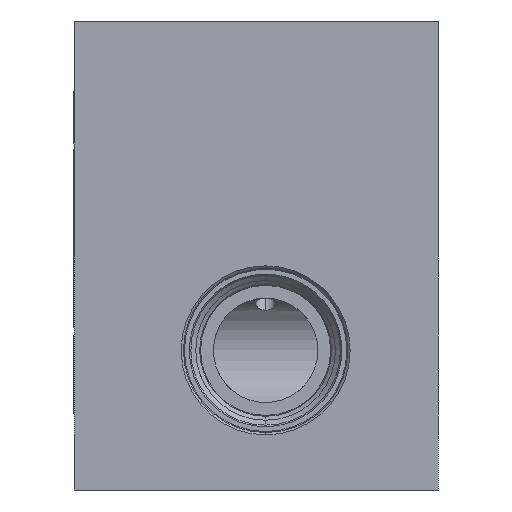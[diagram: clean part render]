
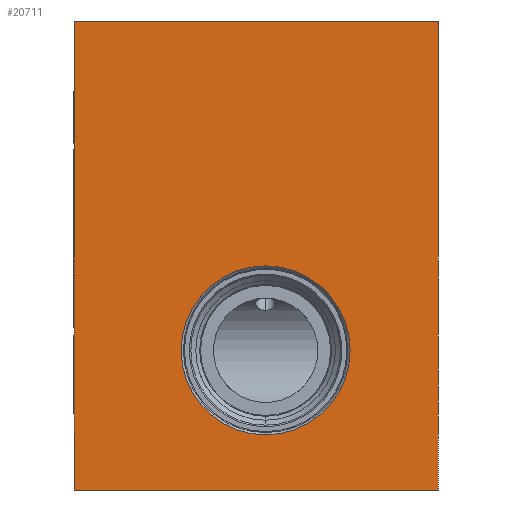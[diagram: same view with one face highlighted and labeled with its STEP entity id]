
A CAD part, front view. The second image highlights one B-rep face of the part: STEP entity #20711.
In plain terms, the highlighted face is planar.
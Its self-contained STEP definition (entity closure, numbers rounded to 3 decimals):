
#171 = EDGE_LOOP ( 'NONE', ( #14740, #733, #17492, #13568 ) ) ;
#390 = EDGE_CURVE ( 'NONE', #4253, #20399, #16467, .T. ) ;
#640 = DIRECTION ( 'NONE',  ( 0., -1., 0. ) ) ;
#733 = ORIENTED_EDGE ( 'NONE', *, *, #1998, .F. ) ;
#782 = LINE ( 'NONE', #13522, #18029 ) ;
#971 = DIRECTION ( 'NONE',  ( 0., 0., 1. ) ) ;
#1355 = DIRECTION ( 'NONE',  ( 0., 0., 1. ) ) ;
#1887 = DIRECTION ( 'NONE',  ( 0., 0., 1. ) ) ;
#1998 = EDGE_CURVE ( 'NONE', #9588, #18396, #9852, .T. ) ;
#2048 = ORIENTED_EDGE ( 'NONE', *, *, #9886, .F. ) ;
#2147 = VERTEX_POINT ( 'NONE', #21164 ) ;
#2828 = CARTESIAN_POINT ( 'NONE',  ( 0., 88.9, -114.3 ) ) ;
#3245 = AXIS2_PLACEMENT_3D ( 'NONE', #4426, #16114, #971 ) ;
#3585 = CARTESIAN_POINT ( 'NONE',  ( 0., 0., -114.3 ) ) ;
#4253 = VERTEX_POINT ( 'NONE', #3585 ) ;
#4426 = CARTESIAN_POINT ( 'NONE',  ( 0., 42.1, -80.2 ) ) ;
#4907 = DIRECTION ( 'NONE',  ( 0., -1., 0. ) ) ;
#4930 = CARTESIAN_POINT ( 'NONE',  ( 0., 0., -114.3 ) ) ;
#5120 = CARTESIAN_POINT ( 'NONE',  ( 0., 42.1, -80.2 ) ) ;
#6343 = CIRCLE ( 'NONE', #3245, 20.635 ) ;
#7728 = DIRECTION ( 'NONE',  ( 0., 0., 1. ) ) ;
#7732 = EDGE_CURVE ( 'NONE', #18396, #20399, #782, .T. ) ;
#8373 = EDGE_LOOP ( 'NONE', ( #2048, #9641 ) ) ;
#8947 = CARTESIAN_POINT ( 'NONE',  ( 0., 88.9, -114.3 ) ) ;
#8969 = CARTESIAN_POINT ( 'NONE',  ( 0., 0., -114.3 ) ) ;
#9064 = EDGE_CURVE ( 'NONE', #9588, #4253, #13936, .T. ) ;
#9550 = EDGE_CURVE ( 'NONE', #10176, #2147, #21012, .T. ) ;
#9588 = VERTEX_POINT ( 'NONE', #8947 ) ;
#9641 = ORIENTED_EDGE ( 'NONE', *, *, #9550, .F. ) ;
#9852 = LINE ( 'NONE', #2828, #18982 ) ;
#9886 = EDGE_CURVE ( 'NONE', #2147, #10176, #6343, .T. ) ;
#10175 = CARTESIAN_POINT ( 'NONE',  ( 0., 42.1, -100.835 ) ) ;
#10176 = VERTEX_POINT ( 'NONE', #10175 ) ;
#10222 = CARTESIAN_POINT ( 'NONE',  ( 0., 0., -114.3 ) ) ;
#11222 = FACE_OUTER_BOUND ( 'NONE', #171, .T. ) ;
#13522 = CARTESIAN_POINT ( 'NONE',  ( 0., 0., 0. ) ) ;
#13568 = ORIENTED_EDGE ( 'NONE', *, *, #390, .T. ) ;
#13936 = LINE ( 'NONE', #8969, #14743 ) ;
#14226 = CARTESIAN_POINT ( 'NONE',  ( 0., 0., 0. ) ) ;
#14740 = ORIENTED_EDGE ( 'NONE', *, *, #7732, .F. ) ;
#14743 = VECTOR ( 'NONE', #640, 1000. ) ;
#15289 = DIRECTION ( 'NONE',  ( 0., 0., 1. ) ) ;
#16114 = DIRECTION ( 'NONE',  ( -1., 0., 0. ) ) ;
#16467 = LINE ( 'NONE', #10222, #17723 ) ;
#16468 = DIRECTION ( 'NONE',  ( -1., 0., 0. ) ) ;
#16851 = DIRECTION ( 'NONE',  ( -1., 0., 0. ) ) ;
#17492 = ORIENTED_EDGE ( 'NONE', *, *, #9064, .T. ) ;
#17723 = VECTOR ( 'NONE', #15289, 1000. ) ;
#18029 = VECTOR ( 'NONE', #4907, 1000. ) ;
#18396 = VERTEX_POINT ( 'NONE', #18409 ) ;
#18409 = CARTESIAN_POINT ( 'NONE',  ( 0., 88.9, 0. ) ) ;
#18982 = VECTOR ( 'NONE', #7728, 1000. ) ;
#19678 = PLANE ( 'NONE',  #21725 ) ;
#19721 = AXIS2_PLACEMENT_3D ( 'NONE', #5120, #16851, #1887 ) ;
#20399 = VERTEX_POINT ( 'NONE', #14226 ) ;
#20633 = FACE_BOUND ( 'NONE', #8373, .T. ) ;
#20711 = ADVANCED_FACE ( 'NONE', ( #20633, #11222 ), #19678, .T. ) ;
#21012 = CIRCLE ( 'NONE', #19721, 20.635 ) ;
#21164 = CARTESIAN_POINT ( 'NONE',  ( 0., 42.1, -59.565 ) ) ;
#21725 = AXIS2_PLACEMENT_3D ( 'NONE', #4930, #16468, #1355 ) ;
